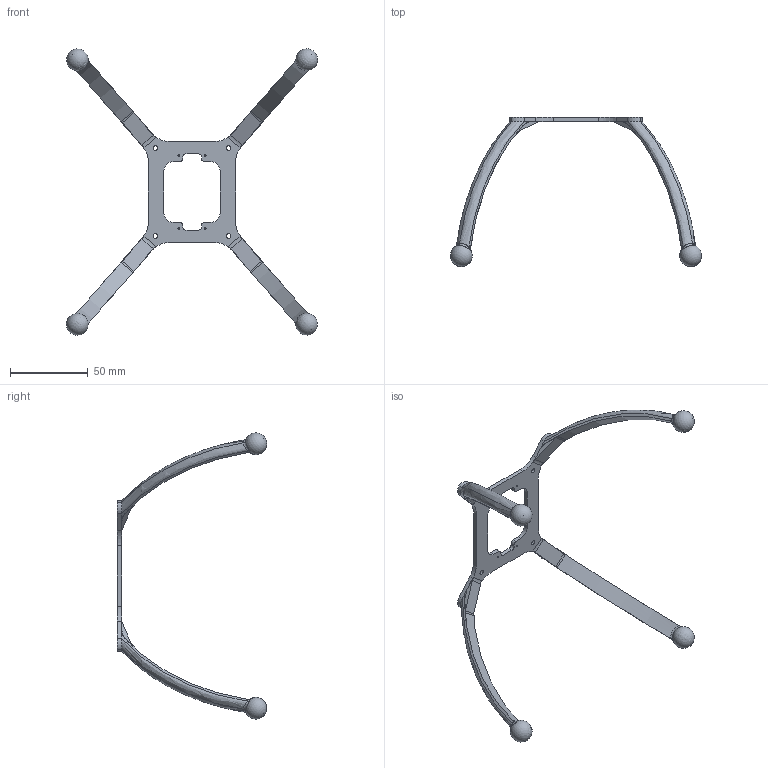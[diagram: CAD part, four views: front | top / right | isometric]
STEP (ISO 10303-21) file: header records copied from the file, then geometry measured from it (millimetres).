
FILE_DESCRIPTION(('STEP AP214'), '1');
FILE_NAME('Êîïòåð_Ñêîëòåõ', '', ('UNSPECIFIED'), ('UNSPECIFIED'), 'C3D Converter', 'C3D Toolkit', '');
FILE_SCHEMA(('AUTOMOTIVE_DESIGN { 1 0 10303 214 3 1 1}'));
Length unit declared in the file: millimetre
Bounding box: 161.22 x 95.86 x 183.78 mm (x, y, z)
Volume: 31816.4 mm3; surface area: 20823.2 mm2
Topology: 1 solids, 1 shells, 134 faces, 384 edges, 248 vertices
Faces by surface type: plane 42, cylinder 40, bspline 28, revolution 20, sphere 4
Full cylindrical faces by diameter (mm): 1 x4, 3 x4
Entity records: 9676 total; most frequent: CARTESIAN_POINT 5319, ORIENTED_EDGE 728, DIRECTION 562, EDGE_CURVE 364, VERTEX_POINT 240, AXIS2_PLACEMENT_3D 195, EDGE_LOOP 168, FACE_BOUND 152
